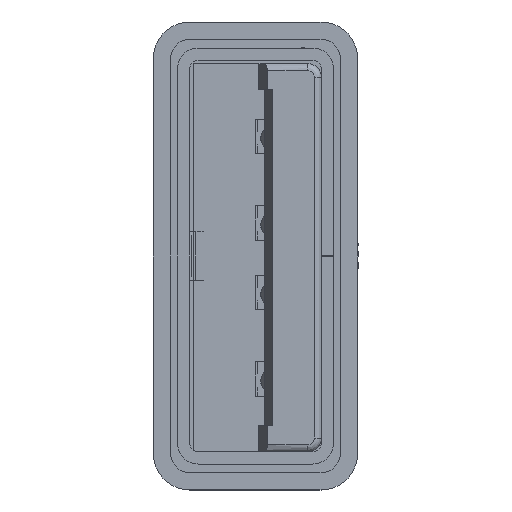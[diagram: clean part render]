
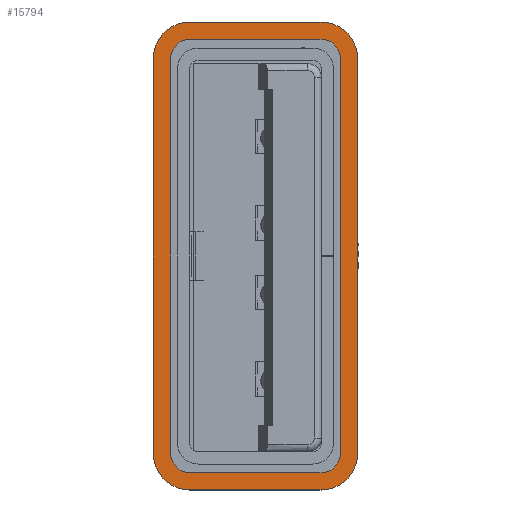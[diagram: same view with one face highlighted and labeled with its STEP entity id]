
A CAD part, left-side view. The second image highlights one B-rep face of the part: STEP entity #15794.
In plain terms, the highlighted face is planar.
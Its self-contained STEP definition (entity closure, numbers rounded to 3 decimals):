
#18 = CIRCLE ( 'NONE', #12971, 0.56 ) ;
#1026 = VERTEX_POINT ( 'NONE', #9897 ) ;
#1110 = EDGE_CURVE ( 'NONE', #8125, #35131, #28992, .T. ) ;
#1192 = EDGE_CURVE ( 'NONE', #34804, #15131, #38231, .T. ) ;
#1522 = ORIENTED_EDGE ( 'NONE', *, *, #13579, .T. ) ;
#1770 = AXIS2_PLACEMENT_3D ( 'NONE', #5866, #35431, #14624 ) ;
#2144 = VECTOR ( 'NONE', #32424, 1000. ) ;
#3867 = DIRECTION ( 'NONE',  ( 1., 0., 0. ) ) ;
#3971 = CARTESIAN_POINT ( 'NONE',  ( -5.69, -1.89, 0. ) ) ;
#3989 = AXIS2_PLACEMENT_3D ( 'NONE', #3971, #15754, #30341 ) ;
#4109 = EDGE_CURVE ( 'NONE', #8249, #34804, #18292, .T. ) ;
#4428 = VERTEX_POINT ( 'NONE', #21606 ) ;
#5180 = DIRECTION ( 'NONE',  ( 0., 0., 1. ) ) ;
#5439 = LINE ( 'NONE', #20562, #32249 ) ;
#5604 = DIRECTION ( 'NONE',  ( 0., 1., 0. ) ) ;
#5866 = CARTESIAN_POINT ( 'NONE',  ( 5.69, 1.89, 0. ) ) ;
#5890 = VERTEX_POINT ( 'NONE', #16083 ) ;
#6754 = AXIS2_PLACEMENT_3D ( 'NONE', #31284, #5180, #23016 ) ;
#6861 = VECTOR ( 'NONE', #3867, 1000. ) ;
#6902 = CARTESIAN_POINT ( 'NONE',  ( 5.69, 2.45, 0. ) ) ;
#6952 = ORIENTED_EDGE ( 'NONE', *, *, #30037, .T. ) ;
#7232 = ORIENTED_EDGE ( 'NONE', *, *, #1110, .F. ) ;
#7238 = CARTESIAN_POINT ( 'NONE',  ( -5.69, -1.89, 0. ) ) ;
#7569 = EDGE_CURVE ( 'NONE', #5890, #23459, #19617, .T. ) ;
#8125 = VERTEX_POINT ( 'NONE', #6902 ) ;
#8249 = VERTEX_POINT ( 'NONE', #25117 ) ;
#8659 = EDGE_CURVE ( 'NONE', #30570, #4428, #18127, .T. ) ;
#9669 = FACE_OUTER_BOUND ( 'NONE', #37864, .T. ) ;
#9843 = CARTESIAN_POINT ( 'NONE',  ( -6.75, 1.89, 0. ) ) ;
#9897 = CARTESIAN_POINT ( 'NONE',  ( 6.25, 1.89, 0. ) ) ;
#10326 = AXIS2_PLACEMENT_3D ( 'NONE', #24396, #27377, #36284 ) ;
#10663 = CARTESIAN_POINT ( 'NONE',  ( 5.69, -1.89, 0. ) ) ;
#10821 = DIRECTION ( 'NONE',  ( 0., 1., 0. ) ) ;
#10869 = LINE ( 'NONE', #20723, #35837 ) ;
#11354 = CARTESIAN_POINT ( 'NONE',  ( -5.69, 2.95, 0. ) ) ;
#11834 = ORIENTED_EDGE ( 'NONE', *, *, #4109, .T. ) ;
#12647 = DIRECTION ( 'NONE',  ( 1., 0., 0. ) ) ;
#12931 = ORIENTED_EDGE ( 'NONE', *, *, #17594, .F. ) ;
#12971 = AXIS2_PLACEMENT_3D ( 'NONE', #7238, #36684, #12647 ) ;
#13303 = VERTEX_POINT ( 'NONE', #34107 ) ;
#13514 = DIRECTION ( 'NONE',  ( 0., -1., 0. ) ) ;
#13579 = EDGE_CURVE ( 'NONE', #13303, #31181, #26956, .T. ) ;
#13905 = CIRCLE ( 'NONE', #6754, 0.56 ) ;
#13998 = AXIS2_PLACEMENT_3D ( 'NONE', #20210, #20489, #14523 ) ;
#14284 = VERTEX_POINT ( 'NONE', #32666 ) ;
#14523 = DIRECTION ( 'NONE',  ( 1., 0., 0. ) ) ;
#14624 = DIRECTION ( 'NONE',  ( -1., 0., 0. ) ) ;
#14681 = DIRECTION ( 'NONE',  ( 1., 0., 0. ) ) ;
#14812 = VERTEX_POINT ( 'NONE', #32741 ) ;
#15131 = VERTEX_POINT ( 'NONE', #9843 ) ;
#15754 = DIRECTION ( 'NONE',  ( 0., 0., 1. ) ) ;
#15794 = ADVANCED_FACE ( 'NONE', ( #27681, #9669 ), #17850, .F. ) ;
#16083 = CARTESIAN_POINT ( 'NONE',  ( -5.69, -2.45, 0. ) ) ;
#16215 = EDGE_LOOP ( 'NONE', ( #22288, #12931, #33138, #35316, #7232, #31790, #31785, #26251 ) ) ;
#16880 = DIRECTION ( 'NONE',  ( -1., 0., 0. ) ) ;
#16998 = ORIENTED_EDGE ( 'NONE', *, *, #8659, .T. ) ;
#17242 = EDGE_CURVE ( 'NONE', #1026, #8125, #13905, .T. ) ;
#17594 = EDGE_CURVE ( 'NONE', #34125, #5890, #18, .T. ) ;
#17734 = DIRECTION ( 'NONE',  ( 0., -1., 0. ) ) ;
#17850 = PLANE ( 'NONE',  #1770 ) ;
#18127 = CIRCLE ( 'NONE', #3989, 1.06 ) ;
#18208 = EDGE_CURVE ( 'NONE', #32701, #1026, #5439, .T. ) ;
#18292 = LINE ( 'NONE', #11354, #2144 ) ;
#19617 = LINE ( 'NONE', #27260, #33490 ) ;
#20210 = CARTESIAN_POINT ( 'NONE',  ( 5.69, -1.89, 0. ) ) ;
#20249 = CARTESIAN_POINT ( 'NONE',  ( -6.75, -1.89, 0. ) ) ;
#20353 = CARTESIAN_POINT ( 'NONE',  ( 5.69, -2.45, 0. ) ) ;
#20462 = EDGE_CURVE ( 'NONE', #14284, #8249, #24019, .T. ) ;
#20489 = DIRECTION ( 'NONE',  ( 0., 0., 1. ) ) ;
#20562 = CARTESIAN_POINT ( 'NONE',  ( 6.25, 1.89, 0. ) ) ;
#20708 = VECTOR ( 'NONE', #13514, 1000. ) ;
#20723 = CARTESIAN_POINT ( 'NONE',  ( -6.75, 1.89, 0. ) ) ;
#21606 = CARTESIAN_POINT ( 'NONE',  ( -5.69, -2.95, 0. ) ) ;
#22158 = DIRECTION ( 'NONE',  ( 1., 0., 0. ) ) ;
#22288 = ORIENTED_EDGE ( 'NONE', *, *, #7569, .F. ) ;
#22297 = DIRECTION ( 'NONE',  ( 0., 0., 1. ) ) ;
#22538 = CARTESIAN_POINT ( 'NONE',  ( 6.25, -1.89, 0. ) ) ;
#22592 = LINE ( 'NONE', #27521, #6861 ) ;
#22846 = CIRCLE ( 'NONE', #29496, 0.56 ) ;
#23016 = DIRECTION ( 'NONE',  ( -1., 0., 0. ) ) ;
#23309 = ORIENTED_EDGE ( 'NONE', *, *, #24577, .T. ) ;
#23459 = VERTEX_POINT ( 'NONE', #20353 ) ;
#23504 = CARTESIAN_POINT ( 'NONE',  ( -5.69, 1.89, 0. ) ) ;
#24019 = CIRCLE ( 'NONE', #10326, 1.06 ) ;
#24242 = ORIENTED_EDGE ( 'NONE', *, *, #1192, .T. ) ;
#24396 = CARTESIAN_POINT ( 'NONE',  ( 5.69, 1.89, 0. ) ) ;
#24577 = EDGE_CURVE ( 'NONE', #31181, #14284, #29823, .T. ) ;
#24734 = EDGE_CURVE ( 'NONE', #15131, #30570, #10869, .T. ) ;
#24771 = DIRECTION ( 'NONE',  ( 0., 0., 1. ) ) ;
#25117 = CARTESIAN_POINT ( 'NONE',  ( 5.69, 2.95, 0. ) ) ;
#25877 = EDGE_CURVE ( 'NONE', #35131, #14812, #22846, .T. ) ;
#26246 = AXIS2_PLACEMENT_3D ( 'NONE', #23504, #37831, #14681 ) ;
#26251 = ORIENTED_EDGE ( 'NONE', *, *, #33104, .F. ) ;
#26680 = ORIENTED_EDGE ( 'NONE', *, *, #20462, .T. ) ;
#26956 = CIRCLE ( 'NONE', #37370, 1.06 ) ;
#27260 = CARTESIAN_POINT ( 'NONE',  ( -5.69, -2.45, 0. ) ) ;
#27294 = CARTESIAN_POINT ( 'NONE',  ( -5.69, 2.45, 0. ) ) ;
#27377 = DIRECTION ( 'NONE',  ( 0., 0., 1. ) ) ;
#27521 = CARTESIAN_POINT ( 'NONE',  ( -5.69, -2.95, 0. ) ) ;
#27681 = FACE_BOUND ( 'NONE', #16215, .T. ) ;
#27714 = CARTESIAN_POINT ( 'NONE',  ( 6.75, -1.89, 0. ) ) ;
#27882 = CARTESIAN_POINT ( 'NONE',  ( -5.69, 1.89, 0. ) ) ;
#28992 = LINE ( 'NONE', #34625, #35904 ) ;
#29496 = AXIS2_PLACEMENT_3D ( 'NONE', #27882, #24771, #33830 ) ;
#29573 = CARTESIAN_POINT ( 'NONE',  ( -6.25, -1.89, 0. ) ) ;
#29823 = LINE ( 'NONE', #31868, #34920 ) ;
#29868 = EDGE_CURVE ( 'NONE', #14812, #34125, #32726, .T. ) ;
#30037 = EDGE_CURVE ( 'NONE', #4428, #13303, #22592, .T. ) ;
#30338 = CIRCLE ( 'NONE', #13998, 0.56 ) ;
#30341 = DIRECTION ( 'NONE',  ( 1., 0., 0. ) ) ;
#30570 = VERTEX_POINT ( 'NONE', #20249 ) ;
#31181 = VERTEX_POINT ( 'NONE', #27714 ) ;
#31284 = CARTESIAN_POINT ( 'NONE',  ( 5.69, 1.89, 0. ) ) ;
#31785 = ORIENTED_EDGE ( 'NONE', *, *, #18208, .F. ) ;
#31790 = ORIENTED_EDGE ( 'NONE', *, *, #17242, .F. ) ;
#31868 = CARTESIAN_POINT ( 'NONE',  ( 6.75, 1.89, 0. ) ) ;
#32249 = VECTOR ( 'NONE', #5604, 1000. ) ;
#32328 = ORIENTED_EDGE ( 'NONE', *, *, #24734, .T. ) ;
#32424 = DIRECTION ( 'NONE',  ( -1., 0., 0. ) ) ;
#32666 = CARTESIAN_POINT ( 'NONE',  ( 6.75, 1.89, 0. ) ) ;
#32701 = VERTEX_POINT ( 'NONE', #22538 ) ;
#32726 = LINE ( 'NONE', #37556, #20708 ) ;
#32741 = CARTESIAN_POINT ( 'NONE',  ( -6.25, 1.89, 0. ) ) ;
#33104 = EDGE_CURVE ( 'NONE', #23459, #32701, #30338, .T. ) ;
#33138 = ORIENTED_EDGE ( 'NONE', *, *, #29868, .F. ) ;
#33490 = VECTOR ( 'NONE', #36300, 1000. ) ;
#33830 = DIRECTION ( 'NONE',  ( 1., 0., 0. ) ) ;
#34054 = CARTESIAN_POINT ( 'NONE',  ( -5.69, 2.95, 0. ) ) ;
#34107 = CARTESIAN_POINT ( 'NONE',  ( 5.69, -2.95, 0. ) ) ;
#34125 = VERTEX_POINT ( 'NONE', #29573 ) ;
#34625 = CARTESIAN_POINT ( 'NONE',  ( -5.69, 2.45, 0. ) ) ;
#34804 = VERTEX_POINT ( 'NONE', #34054 ) ;
#34920 = VECTOR ( 'NONE', #10821, 1000. ) ;
#35131 = VERTEX_POINT ( 'NONE', #27294 ) ;
#35316 = ORIENTED_EDGE ( 'NONE', *, *, #25877, .F. ) ;
#35431 = DIRECTION ( 'NONE',  ( 0., 0., -1. ) ) ;
#35837 = VECTOR ( 'NONE', #17734, 1000. ) ;
#35904 = VECTOR ( 'NONE', #16880, 1000. ) ;
#36284 = DIRECTION ( 'NONE',  ( -1., 0., 0. ) ) ;
#36300 = DIRECTION ( 'NONE',  ( 1., 0., 0. ) ) ;
#36684 = DIRECTION ( 'NONE',  ( 0., 0., 1. ) ) ;
#37370 = AXIS2_PLACEMENT_3D ( 'NONE', #10663, #22297, #22158 ) ;
#37556 = CARTESIAN_POINT ( 'NONE',  ( -6.25, 1.89, 0. ) ) ;
#37831 = DIRECTION ( 'NONE',  ( 0., 0., 1. ) ) ;
#37864 = EDGE_LOOP ( 'NONE', ( #26680, #11834, #24242, #32328, #16998, #6952, #1522, #23309 ) ) ;
#38231 = CIRCLE ( 'NONE', #26246, 1.06 ) ;
